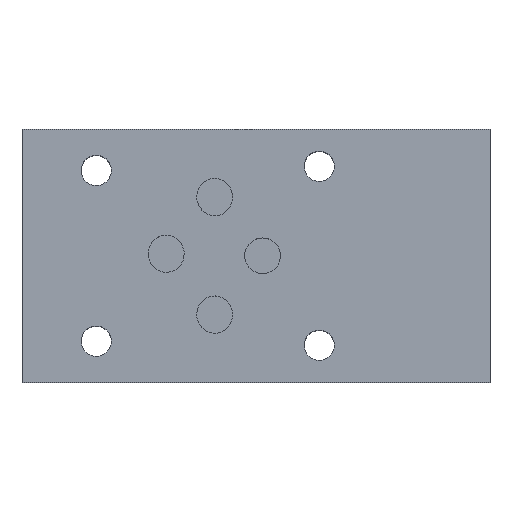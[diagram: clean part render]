
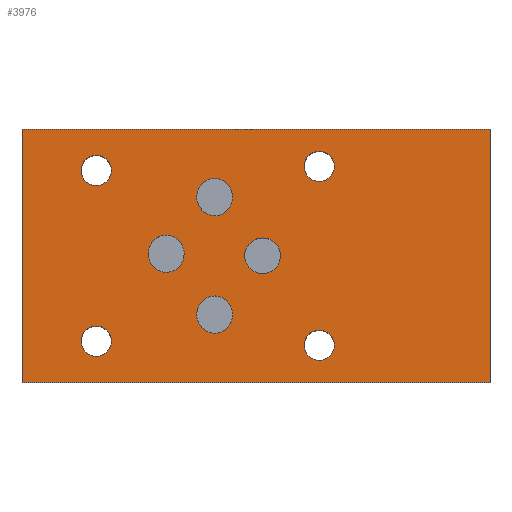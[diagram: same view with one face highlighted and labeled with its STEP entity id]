
A CAD part, top view. The second image highlights one B-rep face of the part: STEP entity #3976.
In plain terms, the highlighted planar face has unit normal (0, 0, 1).
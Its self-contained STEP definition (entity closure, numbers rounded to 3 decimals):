
#17=ELLIPSE('',#4102,3.381,3.25);
#19=ELLIPSE('',#4105,3.381,3.25);
#21=ELLIPSE('',#4108,3.381,3.25);
#643=LINE('',#6926,#988);
#644=LINE('',#7095,#989);
#645=LINE('',#7097,#990);
#646=LINE('',#7098,#991);
#988=VECTOR('',#4731,85.);
#989=VECTOR('',#4870,46.);
#990=VECTOR('',#4871,85.);
#991=VECTOR('',#4872,46.);
#1056=FACE_BOUND('',#1677,.T.);
#1057=FACE_BOUND('',#1678,.T.);
#1058=FACE_BOUND('',#1679,.T.);
#1059=FACE_BOUND('',#1680,.T.);
#1060=FACE_BOUND('',#1681,.T.);
#1061=FACE_BOUND('',#1682,.T.);
#1062=FACE_BOUND('',#1683,.T.);
#1063=FACE_BOUND('',#1684,.T.);
#1188=PLANE('',#4165);
#1412=FACE_OUTER_BOUND('',#1676,.T.);
#1676=EDGE_LOOP('',(#3684,#3685,#3686,#3687));
#1677=EDGE_LOOP('',(#3688));
#1678=EDGE_LOOP('',(#3689));
#1679=EDGE_LOOP('',(#3690));
#1680=EDGE_LOOP('',(#3691));
#1681=EDGE_LOOP('',(#3692));
#1682=EDGE_LOOP('',(#3693));
#1683=EDGE_LOOP('',(#3694));
#1684=EDGE_LOOP('',(#3695));
#1725=CIRCLE('',#4133,3.25);
#1730=CIRCLE('',#4142,2.75);
#1732=CIRCLE('',#4145,2.75);
#1734=CIRCLE('',#4148,2.75);
#1736=CIRCLE('',#4151,2.75);
#2070=VERTEX_POINT('',#6919);
#2073=VERTEX_POINT('',#6924);
#2075=VERTEX_POINT('',#6951);
#2077=VERTEX_POINT('',#6976);
#2079=VERTEX_POINT('',#7001);
#2095=VERTEX_POINT('',#7044);
#2100=VERTEX_POINT('',#7058);
#2102=VERTEX_POINT('',#7063);
#2104=VERTEX_POINT('',#7068);
#2106=VERTEX_POINT('',#7073);
#2112=VERTEX_POINT('',#7094);
#2113=VERTEX_POINT('',#7096);
#2614=EDGE_CURVE('',#2070,#2073,#643,.T.);
#2616=EDGE_CURVE('',#2075,#2075,#17,.T.);
#2619=EDGE_CURVE('',#2077,#2077,#19,.T.);
#2622=EDGE_CURVE('',#2079,#2079,#21,.T.);
#2639=EDGE_CURVE('',#2095,#2095,#1725,.T.);
#2644=EDGE_CURVE('',#2100,#2100,#1730,.T.);
#2646=EDGE_CURVE('',#2102,#2102,#1732,.T.);
#2648=EDGE_CURVE('',#2104,#2104,#1734,.T.);
#2650=EDGE_CURVE('',#2106,#2106,#1736,.T.);
#2656=EDGE_CURVE('',#2073,#2112,#644,.T.);
#2657=EDGE_CURVE('',#2112,#2113,#645,.T.);
#2658=EDGE_CURVE('',#2113,#2070,#646,.T.);
#3684=ORIENTED_EDGE('',*,*,#2656,.T.);
#3685=ORIENTED_EDGE('',*,*,#2657,.T.);
#3686=ORIENTED_EDGE('',*,*,#2658,.T.);
#3687=ORIENTED_EDGE('',*,*,#2614,.T.);
#3688=ORIENTED_EDGE('',*,*,#2616,.T.);
#3689=ORIENTED_EDGE('',*,*,#2619,.T.);
#3690=ORIENTED_EDGE('',*,*,#2622,.T.);
#3691=ORIENTED_EDGE('',*,*,#2650,.T.);
#3692=ORIENTED_EDGE('',*,*,#2648,.T.);
#3693=ORIENTED_EDGE('',*,*,#2646,.T.);
#3694=ORIENTED_EDGE('',*,*,#2644,.T.);
#3695=ORIENTED_EDGE('',*,*,#2639,.T.);
#3976=ADVANCED_FACE('',(#1412,#1056,#1057,#1058,#1059,#1060,#1061,#1062,
#1063),#1188,.T.);
#4102=AXIS2_PLACEMENT_3D('',#6952,#4742,#4743);
#4105=AXIS2_PLACEMENT_3D('',#6977,#4748,#4749);
#4108=AXIS2_PLACEMENT_3D('',#7002,#4754,#4755);
#4133=AXIS2_PLACEMENT_3D('',#7045,#4804,#4805);
#4142=AXIS2_PLACEMENT_3D('',#7059,#4822,#4823);
#4145=AXIS2_PLACEMENT_3D('',#7064,#4828,#4829);
#4148=AXIS2_PLACEMENT_3D('',#7069,#4834,#4835);
#4151=AXIS2_PLACEMENT_3D('',#7074,#4840,#4841);
#4165=AXIS2_PLACEMENT_3D('',#7093,#4868,#4869);
#4731=DIRECTION('',(1.,0.,0.));
#4742=DIRECTION('center_axis',(0.,0.,-1.));
#4743=DIRECTION('ref_axis',(0.,1.,0.));
#4748=DIRECTION('center_axis',(0.,0.,-1.));
#4749=DIRECTION('ref_axis',(0.,1.,0.));
#4754=DIRECTION('center_axis',(0.,0.,-1.));
#4755=DIRECTION('ref_axis',(0.,1.,0.));
#4804=DIRECTION('center_axis',(0.,0.,-1.));
#4805=DIRECTION('ref_axis',(1.,0.,0.));
#4822=DIRECTION('center_axis',(0.,0.,-1.));
#4823=DIRECTION('ref_axis',(1.,0.,0.));
#4828=DIRECTION('center_axis',(0.,0.,-1.));
#4829=DIRECTION('ref_axis',(1.,0.,0.));
#4834=DIRECTION('center_axis',(0.,0.,-1.));
#4835=DIRECTION('ref_axis',(1.,0.,0.));
#4840=DIRECTION('center_axis',(0.,0.,-1.));
#4841=DIRECTION('ref_axis',(1.,0.,0.));
#4868=DIRECTION('center_axis',(0.,0.,1.));
#4869=DIRECTION('ref_axis',(1.,0.,0.));
#4870=DIRECTION('',(0.,1.,0.));
#4871=DIRECTION('',(-1.,0.,0.));
#4872=DIRECTION('',(0.,-1.,0.));
#6919=CARTESIAN_POINT('',(255.,0.,85.));
#6924=CARTESIAN_POINT('',(340.,0.,85.));
#6926=CARTESIAN_POINT('',(297.5,0.,85.));
#6951=CARTESIAN_POINT('',(281.2,19.992,85.));
#6952=CARTESIAN_POINT('Origin',(281.2,23.373,85.));
#6976=CARTESIAN_POINT('',(290.,8.946,85.));
#6977=CARTESIAN_POINT('Origin',(290.,12.327,85.));
#7001=CARTESIAN_POINT('',(290.,30.292,85.));
#7002=CARTESIAN_POINT('Origin',(290.,33.673,85.));
#7044=CARTESIAN_POINT('',(295.45,23.,85.));
#7045=CARTESIAN_POINT('Origin',(298.7,23.,85.));
#7058=CARTESIAN_POINT('',(306.25,39.25,85.));
#7059=CARTESIAN_POINT('Origin',(309.,39.25,85.));
#7063=CARTESIAN_POINT('',(306.25,6.75,85.));
#7064=CARTESIAN_POINT('Origin',(309.,6.75,85.));
#7068=CARTESIAN_POINT('',(265.75,7.5,85.));
#7069=CARTESIAN_POINT('Origin',(268.5,7.5,85.));
#7073=CARTESIAN_POINT('',(265.75,38.5,85.));
#7074=CARTESIAN_POINT('Origin',(268.5,38.5,85.));
#7093=CARTESIAN_POINT('Origin',(297.5,23.,85.));
#7094=CARTESIAN_POINT('',(340.,46.,85.));
#7095=CARTESIAN_POINT('',(340.,23.,85.));
#7096=CARTESIAN_POINT('',(255.,46.,85.));
#7097=CARTESIAN_POINT('',(297.5,46.,85.));
#7098=CARTESIAN_POINT('',(255.,23.,85.));
